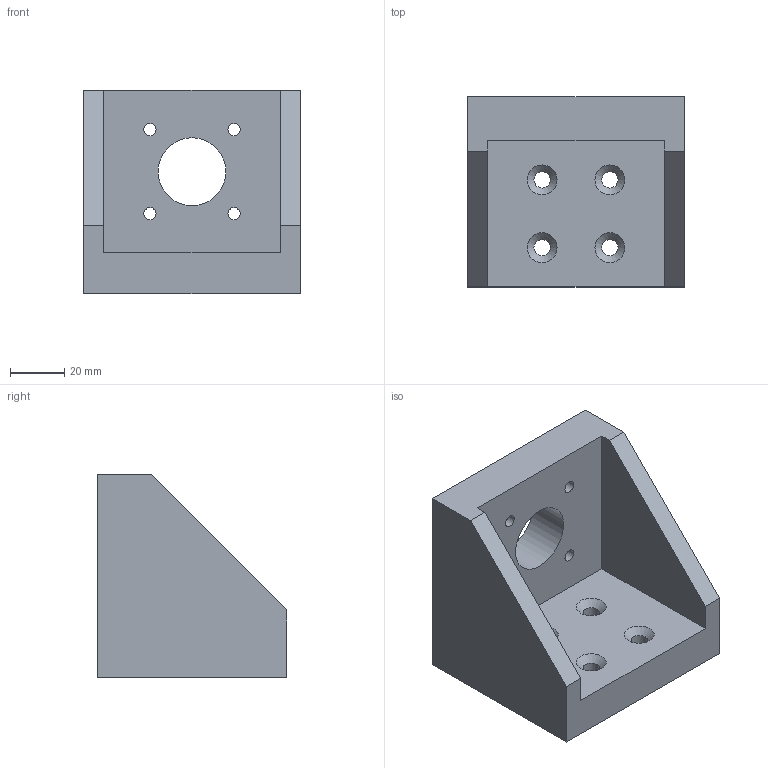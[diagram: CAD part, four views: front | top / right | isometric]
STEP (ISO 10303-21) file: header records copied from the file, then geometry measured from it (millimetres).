
FILE_DESCRIPTION(/* description */ (''),/* implementation_level */ '2;1');
FILE_NAME(/* name */ 'braket1.step',/* time_stamp */ '2024-03-26T12:28:05+01:00',/* author */ (''),/* organization */ (''),/* preprocessor_version */ 'ST-DEVELOPER v20',/* originating_system */ 'Autodesk Translation Framework v12.20.1.177',/* authorisation */ '');
FILE_SCHEMA (('AUTOMOTIVE_DESIGN { 1 0 10303 214 3 1 1 }'));
Length unit declared in the file: millimetre
Products named in the file (1): braket1
Bounding box: 80 x 70 x 75 mm (x, y, z)
Volume: 179780.6 mm3; surface area: 36620 mm2
Topology: 1 solids, 1 shells, 25 faces, 65 edges, 42 vertices
Faces by surface type: plane 12, cylinder 9, cone 4
Full cylindrical faces by diameter (mm): 4.5 x4, 6 x4, 25 x1
Entity records: 845 total; most frequent: DIRECTION 139, CARTESIAN_POINT 133, ORIENTED_EDGE 130, EDGE_CURVE 65, AXIS2_PLACEMENT_3D 48, EDGE_LOOP 43, LINE 43, VECTOR 43
